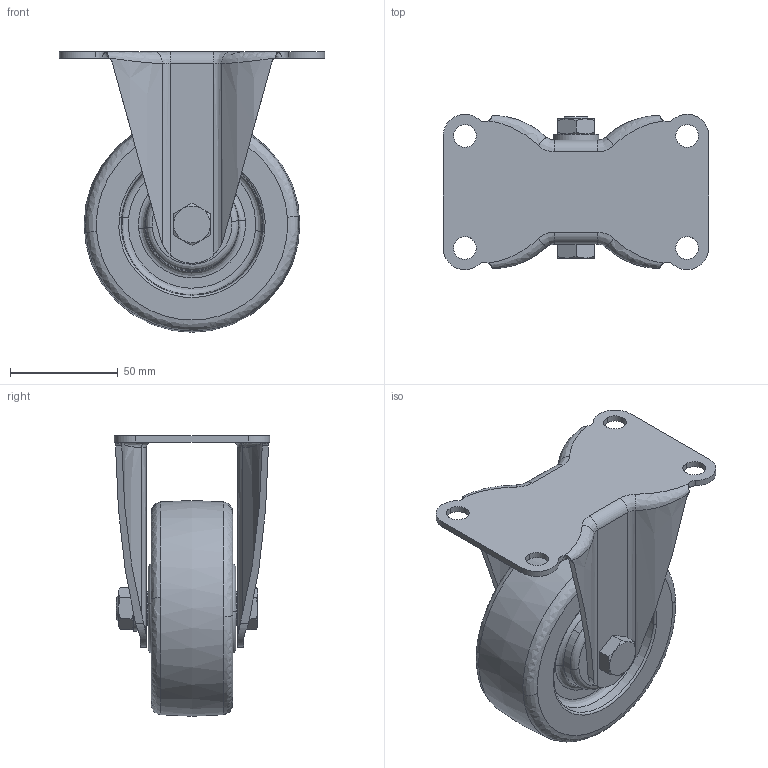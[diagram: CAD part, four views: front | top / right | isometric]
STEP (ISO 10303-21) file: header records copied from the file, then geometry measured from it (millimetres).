
FILE_DESCRIPTION((''),'2;1');
FILE_NAME('','2009-03-19T15:15:18',(''),(''),'','CADfix','');
FILE_SCHEMA(('AUTOMOTIVE_DESIGN { 1 0 10303 214 1 1 1 1 }'));
Length unit declared in the file: millimetre
Bounding box: 123 x 72 x 130 mm (x, y, z)
Volume: 320181 mm3; surface area: 71514.4 mm2
Topology: 3 solids, 3 shells, 172 faces, 518 edges, 358 vertices
Faces by surface type: bspline 172
Entity records: 8294 total; most frequent: CARTESIAN_POINT 5526, ORIENTED_EDGE 1028, EDGE_CURVE 514, VERTEX_POINT 358, EDGE_LOOP 196, FACE_OUTER_BOUND 172, ADVANCED_FACE 172, B_SPLINE_CURVE_WITH_KNOTS 112
